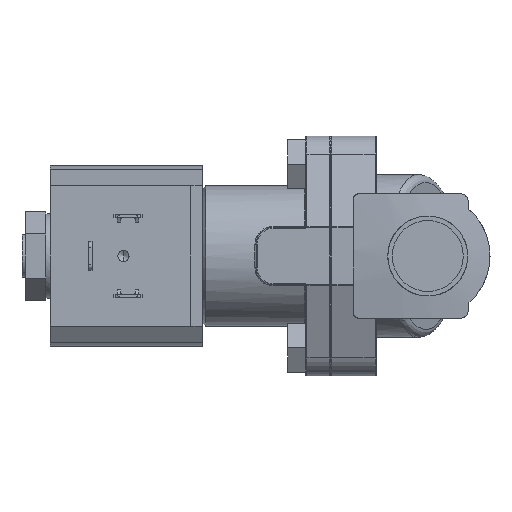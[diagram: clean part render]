
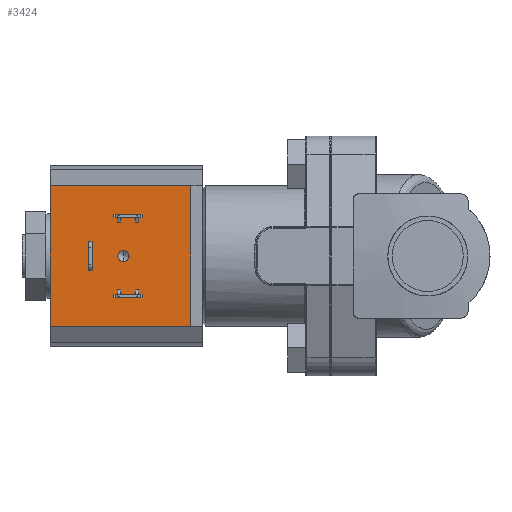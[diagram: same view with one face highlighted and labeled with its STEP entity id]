
A CAD part, left-side view. The second image highlights one B-rep face of the part: STEP entity #3424.
In plain terms, the highlighted planar face has unit normal (-1, 0, 0).
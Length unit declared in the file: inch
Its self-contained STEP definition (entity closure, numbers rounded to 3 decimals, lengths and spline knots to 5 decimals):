
#8 = VERTEX_POINT ( 'NONE', #1484 ) ;
#41 = EDGE_CURVE ( 'NONE', #3245, #14788, #11166, .T. ) ;
#93 = EDGE_CURVE ( 'NONE', #7274, #1497, #10922, .T. ) ;
#119 = LINE ( 'NONE', #8900, #3600 ) ;
#464 = VECTOR ( 'NONE', #14466, 39.37008 ) ;
#659 = VECTOR ( 'NONE', #7064, 39.37008 ) ;
#836 = DIRECTION ( 'NONE',  ( 1., 0., 0. ) ) ;
#910 = CARTESIAN_POINT ( 'NONE',  ( -0.982, 2.2095, 0.1265 ) ) ;
#922 = CARTESIAN_POINT ( 'NONE',  ( -0.982, 1.9319, 0. ) ) ;
#997 = LINE ( 'NONE', #9934, #4774 ) ;
#1084 = EDGE_CURVE ( 'NONE', #10310, #7316, #4786, .T. ) ;
#1124 = DIRECTION ( 'NONE',  ( 0., 0., 1. ) ) ;
#1194 = CARTESIAN_POINT ( 'NONE',  ( -0.982, 1.3325, -0.371 ) ) ;
#1251 = VECTOR ( 'NONE', #14708, 39.37008 ) ;
#1289 = VECTOR ( 'NONE', #1912, 39.37008 ) ;
#1430 = VERTEX_POINT ( 'NONE', #9359 ) ;
#1484 = CARTESIAN_POINT ( 'NONE',  ( -0.982, 2.5825, 0.625 ) ) ;
#1497 = VERTEX_POINT ( 'NONE', #3536 ) ;
#1504 = EDGE_CURVE ( 'NONE', #6823, #3245, #13220, .T. ) ;
#1912 = DIRECTION ( 'NONE',  ( 0., 1., 0. ) ) ;
#1954 = ORIENTED_EDGE ( 'NONE', *, *, #4726, .T. ) ;
#1982 = FACE_BOUND ( 'NONE', #10481, .T. ) ;
#2039 = EDGE_CURVE ( 'NONE', #5779, #11341, #2352, .T. ) ;
#2138 = ORIENTED_EDGE ( 'NONE', *, *, #4624, .T. ) ;
#2224 = CARTESIAN_POINT ( 'NONE',  ( -0.982, 1.3325, 0. ) ) ;
#2352 = LINE ( 'NONE', #3320, #5281 ) ;
#2370 = VERTEX_POINT ( 'NONE', #14533 ) ;
#2611 = LINE ( 'NONE', #13350, #6573 ) ;
#2646 = EDGE_CURVE ( 'NONE', #1430, #5585, #6288, .T. ) ;
#2660 = EDGE_CURVE ( 'NONE', #2370, #4449, #119, .T. ) ;
#2867 = ORIENTED_EDGE ( 'NONE', *, *, #7346, .F. ) ;
#2933 = VECTOR ( 'NONE', #8426, 39.37008 ) ;
#3025 = ORIENTED_EDGE ( 'NONE', *, *, #93, .T. ) ;
#3189 = DIRECTION ( 'NONE',  ( 0., 1., 0. ) ) ;
#3197 = DIRECTION ( 'NONE',  ( 0., 0., 1. ) ) ;
#3245 = VERTEX_POINT ( 'NONE', #5078 ) ;
#3320 = CARTESIAN_POINT ( 'NONE',  ( -0.982, 1.3325, 0.339 ) ) ;
#3416 = ORIENTED_EDGE ( 'NONE', *, *, #6210, .T. ) ;
#3424 = ADVANCED_FACE ( 'Defeatured_0_377', ( #1982, #6086, #10569, #7299, #9425 ), #14666, .T. ) ;
#3536 = CARTESIAN_POINT ( 'NONE',  ( -0.982, 2.0165, -0.371 ) ) ;
#3600 = VECTOR ( 'NONE', #10107, 39.37008 ) ;
#3918 = EDGE_LOOP ( 'NONE', ( #9592, #2867, #5986, #6570 ) ) ;
#4116 = CARTESIAN_POINT ( 'NONE',  ( -0.982, 1.9319, 0. ) ) ;
#4314 = VERTEX_POINT ( 'NONE', #910 ) ;
#4353 = CARTESIAN_POINT ( 'NONE',  ( -0.982, 1.3325, 0.625 ) ) ;
#4449 = VERTEX_POINT ( 'NONE', #15244 ) ;
#4624 = EDGE_CURVE ( 'NONE', #5585, #7274, #6221, .T. ) ;
#4713 = VECTOR ( 'NONE', #15913, 39.37008 ) ;
#4726 = EDGE_CURVE ( 'NONE', #4449, #5779, #11000, .T. ) ;
#4774 = VECTOR ( 'NONE', #14697, 39.37008 ) ;
#4786 = LINE ( 'NONE', #14645, #2933 ) ;
#5058 = EDGE_CURVE ( 'NONE', #6823, #8, #997, .T. ) ;
#5078 = CARTESIAN_POINT ( 'NONE',  ( -0.982, 1.3325, -0.625 ) ) ;
#5118 = ORIENTED_EDGE ( 'NONE', *, *, #2646, .T. ) ;
#5281 = VECTOR ( 'NONE', #7275, 39.37008 ) ;
#5311 = CARTESIAN_POINT ( 'NONE',  ( -0.982, 1.7665, -0.371 ) ) ;
#5557 = CARTESIAN_POINT ( 'NONE',  ( -0.982, 1.3325, -0.625 ) ) ;
#5564 = DIRECTION ( 'NONE',  ( 0., 0., 1. ) ) ;
#5585 = VERTEX_POINT ( 'NONE', #8434 ) ;
#5706 = DIRECTION ( 'NONE',  ( -1., 0., 0. ) ) ;
#5769 = CARTESIAN_POINT ( 'NONE',  ( -0.982, 2.2415, -0.1265 ) ) ;
#5779 = VERTEX_POINT ( 'NONE', #12092 ) ;
#5878 = DIRECTION ( 'NONE',  ( 0., 0., 1. ) ) ;
#5974 = EDGE_CURVE ( 'NONE', #13277, #10310, #8127, .T. ) ;
#5986 = ORIENTED_EDGE ( 'NONE', *, *, #7162, .T. ) ;
#6086 = FACE_BOUND ( 'NONE', #3918, .T. ) ;
#6146 = DIRECTION ( 'NONE',  ( 0., 1., 0. ) ) ;
#6210 = EDGE_CURVE ( 'NONE', #1497, #1430, #13180, .T. ) ;
#6221 = LINE ( 'NONE', #14970, #14516 ) ;
#6288 = LINE ( 'NONE', #9788, #1251 ) ;
#6306 = EDGE_CURVE ( 'NONE', #11341, #2370, #2611, .T. ) ;
#6483 = CARTESIAN_POINT ( 'NONE',  ( -0.982, 2.5825, -0.625 ) ) ;
#6570 = ORIENTED_EDGE ( 'NONE', *, *, #5974, .T. ) ;
#6573 = VECTOR ( 'NONE', #1124, 39.37008 ) ;
#6601 = DIRECTION ( 'NONE',  ( 0., 0., -1. ) ) ;
#6677 = VECTOR ( 'NONE', #6146, 39.37008 ) ;
#6743 = ORIENTED_EDGE ( 'NONE', *, *, #5058, .T. ) ;
#6823 = VERTEX_POINT ( 'NONE', #4353 ) ;
#7064 = DIRECTION ( 'NONE',  ( 0., 0., 1. ) ) ;
#7162 = EDGE_CURVE ( 'NONE', #4314, #13277, #10410, .T. ) ;
#7274 = VERTEX_POINT ( 'NONE', #5311 ) ;
#7275 = DIRECTION ( 'NONE',  ( 0., 1., 0. ) ) ;
#7299 = FACE_BOUND ( 'NONE', #9577, .T. ) ;
#7316 = VERTEX_POINT ( 'NONE', #12912 ) ;
#7321 = DIRECTION ( 'NONE',  ( 0., 0., -1. ) ) ;
#7346 = EDGE_CURVE ( 'NONE', #4314, #7316, #12990, .T. ) ;
#7803 = EDGE_LOOP ( 'NONE', ( #15119, #6743, #12136, #10906 ) ) ;
#7897 = CARTESIAN_POINT ( 'NONE',  ( -0.982, 2.2095, -0.625 ) ) ;
#8127 = LINE ( 'NONE', #5769, #15877 ) ;
#8159 = VERTEX_POINT ( 'NONE', #12776 ) ;
#8258 = AXIS2_PLACEMENT_3D ( 'NONE', #5557, #5706, #3197 ) ;
#8273 = EDGE_CURVE ( 'NONE', #8159, #14561, #15767, .T. ) ;
#8278 = VECTOR ( 'NONE', #6601, 39.37008 ) ;
#8294 = LINE ( 'NONE', #13214, #659 ) ;
#8426 = DIRECTION ( 'NONE',  ( 0., 0., 1. ) ) ;
#8434 = CARTESIAN_POINT ( 'NONE',  ( -0.982, 1.7665, -0.339 ) ) ;
#8688 = EDGE_CURVE ( 'NONE', #14788, #8, #8294, .T. ) ;
#8728 = CARTESIAN_POINT ( 'NONE',  ( -0.982, 2.2415, -0.1265 ) ) ;
#8830 = AXIS2_PLACEMENT_3D ( 'NONE', #922, #836, #5878 ) ;
#8900 = CARTESIAN_POINT ( 'NONE',  ( -0.982, 1.3325, 0.371 ) ) ;
#9169 = CARTESIAN_POINT ( 'NONE',  ( -0.982, 1.9319, -0.04975 ) ) ;
#9359 = CARTESIAN_POINT ( 'NONE',  ( -0.982, 2.0165, -0.339 ) ) ;
#9425 = FACE_BOUND ( 'NONE', #11750, .T. ) ;
#9432 = VECTOR ( 'NONE', #15525, 39.37008 ) ;
#9577 = EDGE_LOOP ( 'NONE', ( #12294, #14841, #1954, #13747 ) ) ;
#9592 = ORIENTED_EDGE ( 'NONE', *, *, #1084, .T. ) ;
#9788 = CARTESIAN_POINT ( 'NONE',  ( -0.982, 1.3325, -0.339 ) ) ;
#9934 = CARTESIAN_POINT ( 'NONE',  ( -0.982, 1.3325, 0.625 ) ) ;
#9953 = DIRECTION ( 'NONE',  ( 0., 0., -1. ) ) ;
#10107 = DIRECTION ( 'NONE',  ( 0., -1., 0. ) ) ;
#10310 = VERTEX_POINT ( 'NONE', #8728 ) ;
#10344 = CARTESIAN_POINT ( 'NONE',  ( -0.982, 2.2095, -0.1265 ) ) ;
#10410 = LINE ( 'NONE', #7897, #8278 ) ;
#10481 = EDGE_LOOP ( 'NONE', ( #3416, #5118, #2138, #3025 ) ) ;
#10569 = FACE_OUTER_BOUND ( 'NONE', #7803, .T. ) ;
#10615 = CARTESIAN_POINT ( 'NONE',  ( -0.982, 2.0165, -0.625 ) ) ;
#10906 = ORIENTED_EDGE ( 'NONE', *, *, #41, .F. ) ;
#10922 = LINE ( 'NONE', #1194, #6677 ) ;
#10951 = VECTOR ( 'NONE', #7321, 39.37008 ) ;
#11000 = LINE ( 'NONE', #13660, #4713 ) ;
#11166 = LINE ( 'NONE', #12199, #464 ) ;
#11341 = VERTEX_POINT ( 'NONE', #15033 ) ;
#11474 = DIRECTION ( 'NONE',  ( 1., 0., 0. ) ) ;
#11750 = EDGE_LOOP ( 'NONE', ( #13114, #15715 ) ) ;
#12092 = CARTESIAN_POINT ( 'NONE',  ( -0.982, 1.7665, 0.339 ) ) ;
#12136 = ORIENTED_EDGE ( 'NONE', *, *, #8688, .F. ) ;
#12193 = AXIS2_PLACEMENT_3D ( 'NONE', #4116, #11474, #5564 ) ;
#12199 = CARTESIAN_POINT ( 'NONE',  ( -0.982, 1.3325, -0.625 ) ) ;
#12294 = ORIENTED_EDGE ( 'NONE', *, *, #6306, .T. ) ;
#12776 = CARTESIAN_POINT ( 'NONE',  ( -0.982, 1.9319, 0.04975 ) ) ;
#12912 = CARTESIAN_POINT ( 'NONE',  ( -0.982, 2.2415, 0.1265 ) ) ;
#12990 = LINE ( 'NONE', #15340, #1289 ) ;
#13114 = ORIENTED_EDGE ( 'NONE', *, *, #8273, .T. ) ;
#13180 = LINE ( 'NONE', #10615, #9432 ) ;
#13214 = CARTESIAN_POINT ( 'NONE',  ( -0.982, 2.5825, 0. ) ) ;
#13220 = LINE ( 'NONE', #2224, #10951 ) ;
#13277 = VERTEX_POINT ( 'NONE', #10344 ) ;
#13350 = CARTESIAN_POINT ( 'NONE',  ( -0.982, 2.0165, -0.625 ) ) ;
#13660 = CARTESIAN_POINT ( 'NONE',  ( -0.982, 1.7665, -0.625 ) ) ;
#13747 = ORIENTED_EDGE ( 'NONE', *, *, #2039, .T. ) ;
#14466 = DIRECTION ( 'NONE',  ( 0., 1., 0. ) ) ;
#14516 = VECTOR ( 'NONE', #9953, 39.37008 ) ;
#14533 = CARTESIAN_POINT ( 'NONE',  ( -0.982, 2.0165, 0.371 ) ) ;
#14561 = VERTEX_POINT ( 'NONE', #9169 ) ;
#14645 = CARTESIAN_POINT ( 'NONE',  ( -0.982, 2.2415, -0.625 ) ) ;
#14666 = PLANE ( 'NONE',  #8258 ) ;
#14697 = DIRECTION ( 'NONE',  ( 0., 1., 0. ) ) ;
#14708 = DIRECTION ( 'NONE',  ( 0., -1., 0. ) ) ;
#14788 = VERTEX_POINT ( 'NONE', #6483 ) ;
#14841 = ORIENTED_EDGE ( 'NONE', *, *, #2660, .T. ) ;
#14970 = CARTESIAN_POINT ( 'NONE',  ( -0.982, 1.7665, -0.625 ) ) ;
#15033 = CARTESIAN_POINT ( 'NONE',  ( -0.982, 2.0165, 0.339 ) ) ;
#15075 = EDGE_CURVE ( 'NONE', #14561, #8159, #15542, .T. ) ;
#15119 = ORIENTED_EDGE ( 'NONE', *, *, #1504, .F. ) ;
#15244 = CARTESIAN_POINT ( 'NONE',  ( -0.982, 1.7665, 0.371 ) ) ;
#15340 = CARTESIAN_POINT ( 'NONE',  ( -0.982, 2.2415, 0.1265 ) ) ;
#15525 = DIRECTION ( 'NONE',  ( 0., 0., 1. ) ) ;
#15542 = CIRCLE ( 'NONE', #12193, 0.04975 ) ;
#15715 = ORIENTED_EDGE ( 'NONE', *, *, #15075, .T. ) ;
#15767 = CIRCLE ( 'NONE', #8830, 0.04975 ) ;
#15877 = VECTOR ( 'NONE', #3189, 39.37008 ) ;
#15913 = DIRECTION ( 'NONE',  ( 0., 0., -1. ) ) ;
